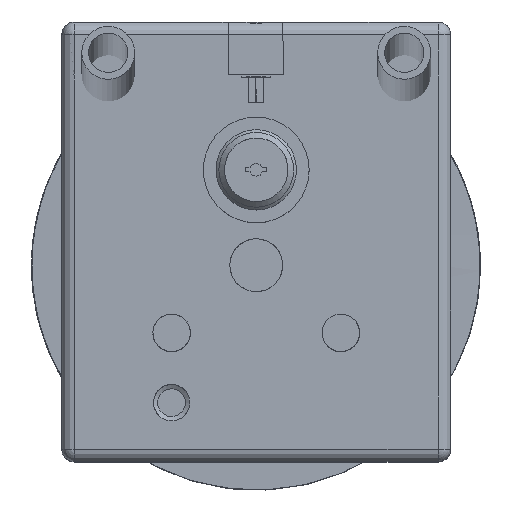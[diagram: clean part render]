
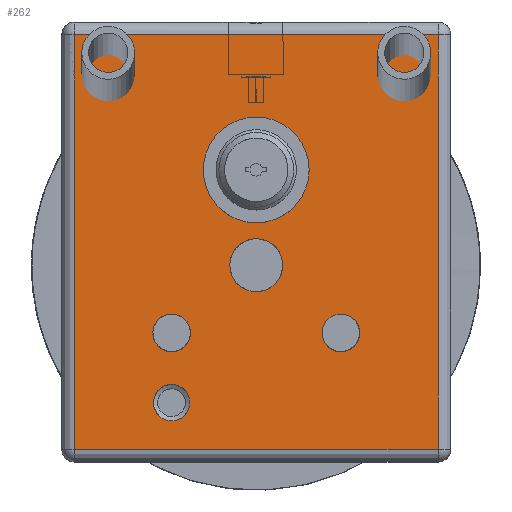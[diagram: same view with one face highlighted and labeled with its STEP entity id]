
A CAD part, top view. The second image highlights one B-rep face of the part: STEP entity #262.
In plain terms, the highlighted planar face has unit normal (0, 0, 1).
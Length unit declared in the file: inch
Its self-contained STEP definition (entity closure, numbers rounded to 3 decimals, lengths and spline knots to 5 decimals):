
#108=B_SPLINE_CURVE_WITH_KNOTS('',3,(#1916,#1917,#1918,#1919),
 .UNSPECIFIED.,.F.,.F.,(4,4),(0.,1.),.UNSPECIFIED.);
#112=FACE_BOUND('',#441,.T.);
#113=FACE_BOUND('',#442,.T.);
#114=FACE_BOUND('',#443,.T.);
#115=FACE_BOUND('',#444,.T.);
#116=FACE_BOUND('',#445,.T.);
#117=FACE_BOUND('',#446,.T.);
#198=CIRCLE('',#1298,0.125);
#199=CIRCLE('',#1299,0.043);
#200=CIRCLE('',#1300,0.0445);
#201=CIRCLE('',#1301,0.0445);
#202=CIRCLE('',#1302,0.0625);
#262=ADVANCED_FACE('',(#112,#113,#114,#115,#116,#117),#348,.T.);
#348=PLANE('',#1303);
#441=EDGE_LOOP('',(#591,#592,#593,#594,#595,#596,#597,#598));
#442=EDGE_LOOP('',(#599));
#443=EDGE_LOOP('',(#600));
#444=EDGE_LOOP('',(#601));
#445=EDGE_LOOP('',(#602));
#446=EDGE_LOOP('',(#603));
#591=ORIENTED_EDGE('',*,*,#1005,.T.);
#592=ORIENTED_EDGE('',*,*,#1006,.T.);
#593=ORIENTED_EDGE('',*,*,#1007,.T.);
#594=ORIENTED_EDGE('',*,*,#1008,.T.);
#595=ORIENTED_EDGE('',*,*,#1009,.T.);
#596=ORIENTED_EDGE('',*,*,#1010,.T.);
#597=ORIENTED_EDGE('',*,*,#1011,.T.);
#598=ORIENTED_EDGE('',*,*,#1012,.T.);
#599=ORIENTED_EDGE('',*,*,#1013,.F.);
#600=ORIENTED_EDGE('',*,*,#1014,.T.);
#601=ORIENTED_EDGE('',*,*,#1015,.T.);
#602=ORIENTED_EDGE('',*,*,#1016,.T.);
#603=ORIENTED_EDGE('',*,*,#1017,.T.);
#895=VERTEX_POINT('',#1906);
#896=VERTEX_POINT('',#1907);
#897=VERTEX_POINT('',#1909);
#898=VERTEX_POINT('',#1911);
#899=VERTEX_POINT('',#1913);
#900=VERTEX_POINT('',#1915);
#901=VERTEX_POINT('',#1920);
#902=VERTEX_POINT('',#1922);
#903=VERTEX_POINT('',#1925);
#904=VERTEX_POINT('',#1927);
#905=VERTEX_POINT('',#1929);
#906=VERTEX_POINT('',#1931);
#907=VERTEX_POINT('',#1933);
#1005=EDGE_CURVE('',#895,#896,#1149,.T.);
#1006=EDGE_CURVE('',#896,#897,#1150,.T.);
#1007=EDGE_CURVE('',#897,#898,#1151,.T.);
#1008=EDGE_CURVE('',#898,#899,#1152,.T.);
#1009=EDGE_CURVE('',#899,#900,#1153,.T.);
#1010=EDGE_CURVE('',#900,#901,#108,.T.);
#1011=EDGE_CURVE('',#901,#902,#1154,.T.);
#1012=EDGE_CURVE('',#902,#895,#1155,.T.);
#1013=EDGE_CURVE('',#903,#903,#198,.T.);
#1014=EDGE_CURVE('',#904,#904,#199,.T.);
#1015=EDGE_CURVE('',#905,#905,#200,.T.);
#1016=EDGE_CURVE('',#906,#906,#201,.T.);
#1017=EDGE_CURVE('',#907,#907,#202,.T.);
#1149=LINE('',#1905,#1228);
#1150=LINE('',#1908,#1229);
#1151=LINE('',#1910,#1230);
#1152=LINE('',#1912,#1231);
#1153=LINE('',#1914,#1232);
#1154=LINE('',#1921,#1233);
#1155=LINE('',#1923,#1234);
#1228=VECTOR('',#1493,1.);
#1229=VECTOR('',#1494,1.);
#1230=VECTOR('',#1495,1.);
#1231=VECTOR('',#1496,1.);
#1232=VECTOR('',#1497,1.);
#1233=VECTOR('',#1498,1.);
#1234=VECTOR('',#1499,1.);
#1298=AXIS2_PLACEMENT_3D('',#1924,#1500,#1501);
#1299=AXIS2_PLACEMENT_3D('',#1926,#1502,#1503);
#1300=AXIS2_PLACEMENT_3D('',#1928,#1504,#1505);
#1301=AXIS2_PLACEMENT_3D('',#1930,#1506,#1507);
#1302=AXIS2_PLACEMENT_3D('',#1932,#1508,#1509);
#1303=AXIS2_PLACEMENT_3D('',#1934,#1510,#1511);
#1493=DIRECTION('',(0.,1.,0.));
#1494=DIRECTION('',(0.,1.,0.));
#1495=DIRECTION('',(0.,1.,0.));
#1496=DIRECTION('',(-1.,0.,0.));
#1497=DIRECTION('',(0.,-1.,0.));
#1498=DIRECTION('',(0.,-1.,0.));
#1499=DIRECTION('',(1.,0.,0.));
#1500=DIRECTION('',(0.,0.,1.));
#1501=DIRECTION('',(1.,0.,0.));
#1502=DIRECTION('',(0.,0.,-1.));
#1503=DIRECTION('',(0.,-1.,0.));
#1504=DIRECTION('',(0.,0.,-1.));
#1505=DIRECTION('',(0.,-1.,0.));
#1506=DIRECTION('',(0.,0.,-1.));
#1507=DIRECTION('',(0.,-1.,0.));
#1508=DIRECTION('',(0.,0.,-1.));
#1509=DIRECTION('',(0.,-1.,0.));
#1510=DIRECTION('',(0.,0.,1.));
#1511=DIRECTION('',(0.,1.,0.));
#1905=CARTESIAN_POINT('',(-0.02,0.82,-0.09));
#1906=CARTESIAN_POINT('',(-0.02,0.85,-0.09));
#1907=CARTESIAN_POINT('',(-0.02,1.73183,-0.09));
#1908=CARTESIAN_POINT('',(-0.02,1.735,-0.09));
#1909=CARTESIAN_POINT('',(-0.02,1.73817,-0.09));
#1910=CARTESIAN_POINT('',(-0.02,0.82,-0.09));
#1911=CARTESIAN_POINT('',(-0.02,1.83,-0.09));
#1912=CARTESIAN_POINT('',(0.01,1.83,-0.09));
#1913=CARTESIAN_POINT('',(-0.88,1.83,-0.09));
#1914=CARTESIAN_POINT('',(-0.88,0.82,-0.09));
#1915=CARTESIAN_POINT('',(-0.88,1.74723,-0.09));
#1916=CARTESIAN_POINT('',(-0.88,1.74723,-0.09));
#1917=CARTESIAN_POINT('',(-0.88125,1.73908,-0.09));
#1918=CARTESIAN_POINT('',(-0.88125,1.73092,-0.09));
#1919=CARTESIAN_POINT('',(-0.88,1.72277,-0.09));
#1920=CARTESIAN_POINT('',(-0.88,1.72277,-0.09));
#1921=CARTESIAN_POINT('',(-0.88,0.82,-0.09));
#1922=CARTESIAN_POINT('',(-0.88,0.85,-0.09));
#1923=CARTESIAN_POINT('',(0.01,0.85,-0.09));
#1924=CARTESIAN_POINT('',(-0.45,1.51,-0.09));
#1925=CARTESIAN_POINT('',(-0.325,1.51,-0.09));
#1926=CARTESIAN_POINT('',(-0.65,0.96,-0.09));
#1927=CARTESIAN_POINT('',(-0.65,0.917,-0.09));
#1928=CARTESIAN_POINT('',(-0.25,1.125,-0.09));
#1929=CARTESIAN_POINT('',(-0.25,1.0805,-0.09));
#1930=CARTESIAN_POINT('',(-0.65,1.125,-0.09));
#1931=CARTESIAN_POINT('',(-0.65,1.0805,-0.09));
#1932=CARTESIAN_POINT('',(-0.45,1.285,-0.09));
#1933=CARTESIAN_POINT('',(-0.45,1.2225,-0.09));
#1934=CARTESIAN_POINT('',(0.01,0.82,-0.09));
